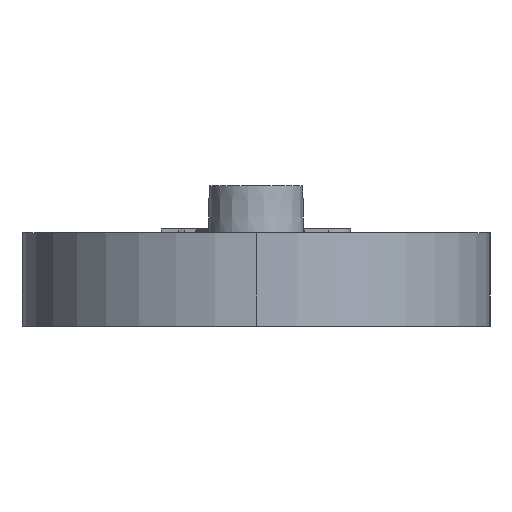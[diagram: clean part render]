
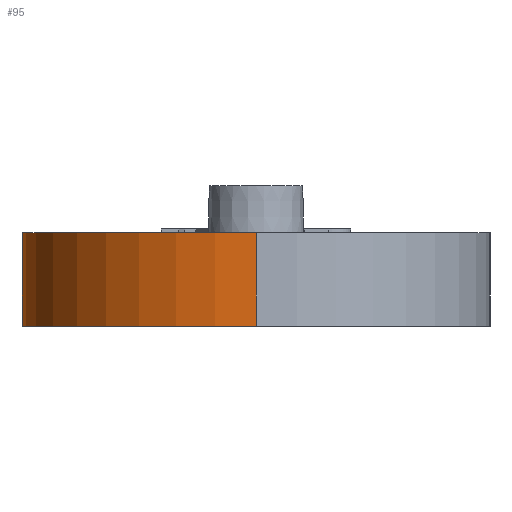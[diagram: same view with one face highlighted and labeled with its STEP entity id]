
A CAD part, left-side view. The second image highlights one B-rep face of the part: STEP entity #95.
In plain terms, the highlighted cylindrical face has radius 12.5 mm (diameter 25 mm), a partial arc.
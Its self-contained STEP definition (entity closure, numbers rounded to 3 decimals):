
#95 = ADVANCED_FACE( '', ( #527 ), #528, .T. );
#527 = FACE_OUTER_BOUND( '', #1293, .T. );
#528 = CYLINDRICAL_SURFACE( '', #1294, 12.5 );
#1293 = EDGE_LOOP( '', ( #2403, #2404, #2405, #2406 ) );
#1294 = AXIS2_PLACEMENT_3D( '', #2407, #2408, #2409 );
#2403 = ORIENTED_EDGE( '', *, *, #4812, .T. );
#2404 = ORIENTED_EDGE( '', *, *, #5148, .F. );
#2405 = ORIENTED_EDGE( '', *, *, #5012, .F. );
#2406 = ORIENTED_EDGE( '', *, *, #5149, .T. );
#2407 = CARTESIAN_POINT( '', ( -39.5, 0., 0. ) );
#2408 = DIRECTION( '', ( 0., 0., -1. ) );
#2409 = DIRECTION( '', ( 0., 1., 0. ) );
#4812 = EDGE_CURVE( '', #5721, #5719, #5722, .T. );
#5012 = EDGE_CURVE( '', #6108, #6110, #6111, .T. );
#5148 = EDGE_CURVE( '', #6110, #5719, #6380, .T. );
#5149 = EDGE_CURVE( '', #6108, #5721, #6381, .T. );
#5719 = VERTEX_POINT( '', #7216 );
#5721 = VERTEX_POINT( '', #7219 );
#5722 = CIRCLE( '', #7220, 12.5 );
#6108 = VERTEX_POINT( '', #7761 );
#6110 = VERTEX_POINT( '', #7763 );
#6111 = CIRCLE( '', #7764, 12.5 );
#6380 = LINE( '', #8159, #8160 );
#6381 = LINE( '', #8161, #8162 );
#7216 = CARTESIAN_POINT( '', ( -39.5, 12.5, 5. ) );
#7219 = CARTESIAN_POINT( '', ( -52., 0., 5. ) );
#7220 = AXIS2_PLACEMENT_3D( '', #9488, #9489, #9490 );
#7761 = CARTESIAN_POINT( '', ( -52., 0., 0. ) );
#7763 = CARTESIAN_POINT( '', ( -39.5, 12.5, 0. ) );
#7764 = AXIS2_PLACEMENT_3D( '', #9778, #9779, #9780 );
#8159 = CARTESIAN_POINT( '', ( -39.5, 12.5, 0. ) );
#8160 = VECTOR( '', #9934, 1000. );
#8161 = CARTESIAN_POINT( '', ( -52., 0., 0. ) );
#8162 = VECTOR( '', #9935, 1000. );
#9488 = CARTESIAN_POINT( '', ( -39.5, 0., 5. ) );
#9489 = DIRECTION( '', ( 0., 0., -1. ) );
#9490 = DIRECTION( '', ( 0., 1., 0. ) );
#9778 = CARTESIAN_POINT( '', ( -39.5, 0., 0. ) );
#9779 = DIRECTION( '', ( 0., 0., -1. ) );
#9780 = DIRECTION( '', ( 0., 1., 0. ) );
#9934 = DIRECTION( '', ( 0., 0., 1. ) );
#9935 = DIRECTION( '', ( 0., 0., 1. ) );
